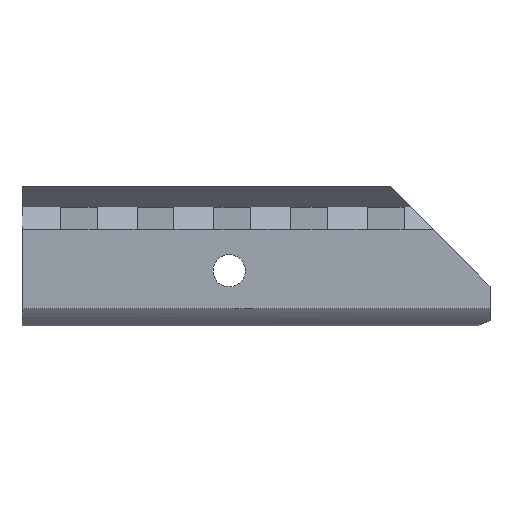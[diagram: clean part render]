
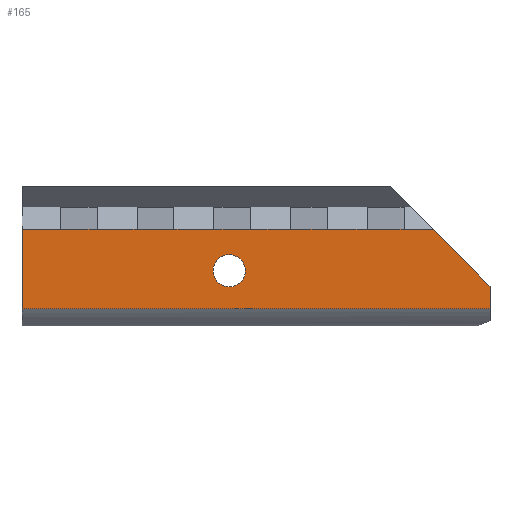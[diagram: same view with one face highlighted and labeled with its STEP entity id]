
A CAD part, left-side view. The second image highlights one B-rep face of the part: STEP entity #165.
In plain terms, the highlighted planar face has unit normal (-1, 0, 0).
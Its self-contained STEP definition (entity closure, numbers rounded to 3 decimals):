
#27=CARTESIAN_POINT('',(7.5,0.,34.224));
#28=DIRECTION('',(1.,0.,0.));
#29=DIRECTION('',(-0.,1.,0.));
#30=AXIS2_PLACEMENT_3D('',#27,#28,#29);
#31=PLANE('',#30);
#32=CARTESIAN_POINT('',(7.5,36.1,34.));
#33=VERTEX_POINT('',#32);
#34=CARTESIAN_POINT('',(7.5,34.,34.));
#35=DIRECTION('',(1.,0.,0.));
#36=DIRECTION('',(-0.,1.,0.));
#37=AXIS2_PLACEMENT_3D('',#34,#35,#36);
#38=CIRCLE('',#37,2.1);
#39=EDGE_CURVE('',#33,#33,#38,.T.);
#40=ORIENTED_EDGE('',*,*,#39,.T.);
#41=EDGE_LOOP('',(#40));
#42=FACE_BOUND('',#41,.T.);
#43=CARTESIAN_POINT('',(7.5,0.,32.));
#44=VERTEX_POINT('',#43);
#45=CARTESIAN_POINT('',(7.5,0.,29.047));
#46=VERTEX_POINT('',#45);
#47=CARTESIAN_POINT('',(7.5,0.,32.));
#48=DIRECTION('',(0.,-0.,-1.));
#49=VECTOR('',#48,2.953);
#50=LINE('',#47,#49);
#51=EDGE_CURVE('',#44,#46,#50,.T.);
#52=ORIENTED_EDGE('',*,*,#51,.F.);
#53=CARTESIAN_POINT('',(7.5,7.4,39.4));
#54=VERTEX_POINT('',#53);
#55=CARTESIAN_POINT('',(7.5,0.,32.));
#56=DIRECTION('',(-0.,0.707,0.707));
#57=VECTOR('',#56,10.465);
#58=LINE('',#55,#57);
#59=EDGE_CURVE('',#44,#54,#58,.T.);
#60=ORIENTED_EDGE('',*,*,#59,.T.);
#61=CARTESIAN_POINT('',(7.5,11.2,39.4));
#62=VERTEX_POINT('',#61);
#63=CARTESIAN_POINT('',(7.5,7.4,39.4));
#64=DIRECTION('',(-0.,1.,-0.));
#65=VECTOR('',#64,3.8);
#66=LINE('',#63,#65);
#67=EDGE_CURVE('',#54,#62,#66,.T.);
#68=ORIENTED_EDGE('',*,*,#67,.T.);
#69=CARTESIAN_POINT('',(7.5,16.,39.4));
#70=VERTEX_POINT('',#69);
#71=CARTESIAN_POINT('',(7.5,11.2,39.4));
#72=DIRECTION('',(-0.,1.,-0.));
#73=VECTOR('',#72,4.8);
#74=LINE('',#71,#73);
#75=EDGE_CURVE('',#62,#70,#74,.T.);
#76=ORIENTED_EDGE('',*,*,#75,.T.);
#77=CARTESIAN_POINT('',(7.5,21.2,39.4));
#78=VERTEX_POINT('',#77);
#79=CARTESIAN_POINT('',(7.5,16.,39.4));
#80=DIRECTION('',(-0.,1.,-0.));
#81=VECTOR('',#80,5.2);
#82=LINE('',#79,#81);
#83=EDGE_CURVE('',#70,#78,#82,.T.);
#84=ORIENTED_EDGE('',*,*,#83,.T.);
#85=CARTESIAN_POINT('',(7.5,26.,39.4));
#86=VERTEX_POINT('',#85);
#87=CARTESIAN_POINT('',(7.5,21.2,39.4));
#88=DIRECTION('',(-0.,1.,-0.));
#89=VECTOR('',#88,4.8);
#90=LINE('',#87,#89);
#91=EDGE_CURVE('',#78,#86,#90,.T.);
#92=ORIENTED_EDGE('',*,*,#91,.T.);
#93=CARTESIAN_POINT('',(7.5,31.2,39.4));
#94=VERTEX_POINT('',#93);
#95=CARTESIAN_POINT('',(7.5,26.,39.4));
#96=DIRECTION('',(-0.,1.,-0.));
#97=VECTOR('',#96,5.2);
#98=LINE('',#95,#97);
#99=EDGE_CURVE('',#86,#94,#98,.T.);
#100=ORIENTED_EDGE('',*,*,#99,.T.);
#101=CARTESIAN_POINT('',(7.5,36.,39.4));
#102=VERTEX_POINT('',#101);
#103=CARTESIAN_POINT('',(7.5,31.2,39.4));
#104=DIRECTION('',(-0.,1.,-0.));
#105=VECTOR('',#104,4.8);
#106=LINE('',#103,#105);
#107=EDGE_CURVE('',#94,#102,#106,.T.);
#108=ORIENTED_EDGE('',*,*,#107,.T.);
#109=CARTESIAN_POINT('',(7.5,41.2,39.4));
#110=VERTEX_POINT('',#109);
#111=CARTESIAN_POINT('',(7.5,36.,39.4));
#112=DIRECTION('',(-0.,1.,-0.));
#113=VECTOR('',#112,5.2);
#114=LINE('',#111,#113);
#115=EDGE_CURVE('',#102,#110,#114,.T.);
#116=ORIENTED_EDGE('',*,*,#115,.T.);
#117=CARTESIAN_POINT('',(7.5,46.,39.4));
#118=VERTEX_POINT('',#117);
#119=CARTESIAN_POINT('',(7.5,41.2,39.4));
#120=DIRECTION('',(-0.,1.,-0.));
#121=VECTOR('',#120,4.8);
#122=LINE('',#119,#121);
#123=EDGE_CURVE('',#110,#118,#122,.T.);
#124=ORIENTED_EDGE('',*,*,#123,.T.);
#125=CARTESIAN_POINT('',(7.5,51.2,39.4));
#126=VERTEX_POINT('',#125);
#127=CARTESIAN_POINT('',(7.5,46.,39.4));
#128=DIRECTION('',(-0.,1.,-0.));
#129=VECTOR('',#128,5.2);
#130=LINE('',#127,#129);
#131=EDGE_CURVE('',#118,#126,#130,.T.);
#132=ORIENTED_EDGE('',*,*,#131,.T.);
#133=CARTESIAN_POINT('',(7.5,56.,39.4));
#134=VERTEX_POINT('',#133);
#135=CARTESIAN_POINT('',(7.5,51.2,39.4));
#136=DIRECTION('',(-0.,1.,-0.));
#137=VECTOR('',#136,4.8);
#138=LINE('',#135,#137);
#139=EDGE_CURVE('',#126,#134,#138,.T.);
#140=ORIENTED_EDGE('',*,*,#139,.T.);
#141=CARTESIAN_POINT('',(7.5,61.,39.4));
#142=VERTEX_POINT('',#141);
#143=CARTESIAN_POINT('',(7.5,56.,39.4));
#144=DIRECTION('',(-0.,1.,-0.));
#145=VECTOR('',#144,5.);
#146=LINE('',#143,#145);
#147=EDGE_CURVE('',#134,#142,#146,.T.);
#148=ORIENTED_EDGE('',*,*,#147,.T.);
#149=CARTESIAN_POINT('',(7.5,61.,29.047));
#150=VERTEX_POINT('',#149);
#151=CARTESIAN_POINT('',(7.5,61.,39.4));
#152=DIRECTION('',(0.,-0.,-1.));
#153=VECTOR('',#152,10.353);
#154=LINE('',#151,#153);
#155=EDGE_CURVE('',#142,#150,#154,.T.);
#156=ORIENTED_EDGE('',*,*,#155,.T.);
#157=CARTESIAN_POINT('',(7.5,0.,29.047));
#158=DIRECTION('',(-0.,1.,-0.));
#159=VECTOR('',#158,61.);
#160=LINE('',#157,#159);
#161=EDGE_CURVE('',#46,#150,#160,.T.);
#162=ORIENTED_EDGE('',*,*,#161,.F.);
#163=EDGE_LOOP('',(#52,#60,#68,#76,#84,#92,#100,#108,#116,#124,#132,#140,#148,#156,#162));
#164=FACE_BOUND('',#163,.T.);
#165=ADVANCED_FACE('',(#42,#164),#31,.F.);
